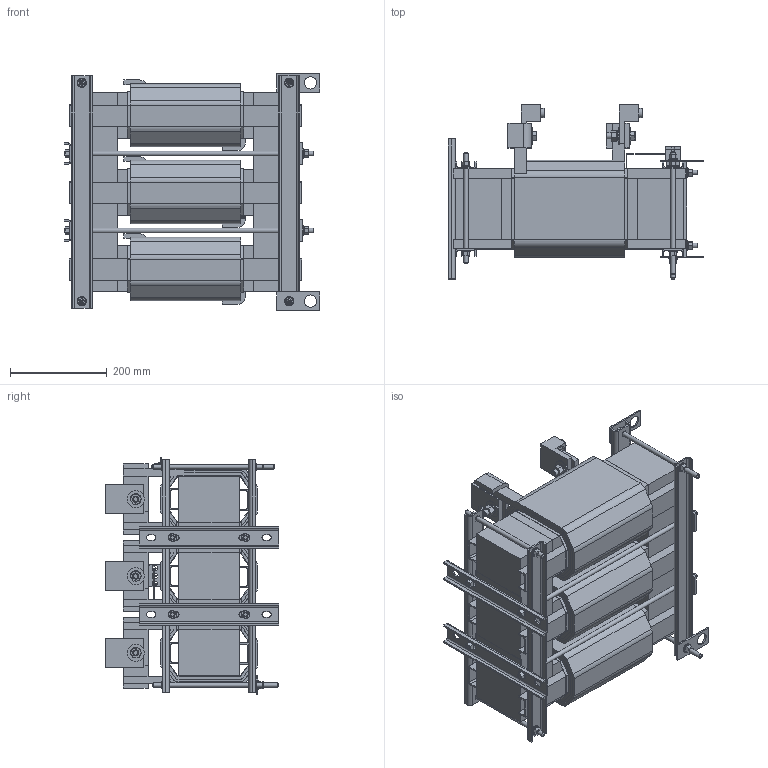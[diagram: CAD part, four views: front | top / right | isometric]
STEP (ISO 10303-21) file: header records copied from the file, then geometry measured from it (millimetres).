
FILE_DESCRIPTION(/* description */ (''),/* implementation_level */ '2;1');
FILE_NAME(/* name */ 'KLRUL600APTMG.stp',/* time_stamp */ '2020-03-10T13:37:15-05:00',/* author */ ('jnelson'),/* organization */ (''),/* preprocessor_version */ 'ST-DEVELOPER v17',/* originating_system */ 'Autodesk Inventor 2019',/* authorisation */ '');
FILE_SCHEMA (('AUTOMOTIVE_DESIGN { 1 0 10303 214 3 1 1 }'));
Length unit declared in the file: inch
Products named in the file (37): KLRUL600APTMG; KTRMG600A; 24163; 25684; 22875; 25938; 22690; 22689; 14821; 31642; 31003 - Bracket; 22558; 12198; 12561; 15309; 30097- LARGE  BLANK  (REACTOR); 20783; 11626 AND 1509; 1509; 11626; 29477-KTRMG362AMSX1; 28453; 28453_1; 11923insert; 11923-1; 11923-2; 11923-3; 14331 WIRING KTRMG362AMS; 14331 WIRING KTRMG362AMS Short Bend; 31615; 11236; 10251 AND 1512; 10251; 1610 AND 1511 AND 1512; 1610; 1512; 1511
Assembly tree (97 placements, depth 5):
  KLRUL600APTMG
    KTRMG600A
      22875  x2
      24163  x3
      25684  x2
      25938  x4
      22690  x2
      22689  x2
      14821  x4
      31642
        22558
        31003 - Bracket
      22558  x3
      12198  x2
      12561  x2
      15309  x2
      11626  x4
      30097- LARGE  BLANK  (REACTOR)
      20783  x6
      11626 AND 1509  x14
        1509
        11626
      29477-KTRMG362AMSX1
      28453
        28453_1
        11923insert  x3
          11923-1
          11923-2
          11923-3
      14331 WIRING KTRMG362AMS  x2
      14331 WIRING KTRMG362AMS Short Bend  x2
      31615
    11236  x6
    10251 AND 1512  x6
      10251
      1512
    1610 AND 1511 AND 1512  x6
      1610
      1512
      1511
Bounding box: 527.94 x 359.18 x 488.95 mm (x, y, z)
Volume: 29349383.8 mm3; surface area: 4710101 mm2
Topology: 128 solids, 128 shells, 4162 faces, 10961 edges, 7094 vertices
Faces by surface type: plane 2102, cylinder 1774, bspline 208, cone 50, torus 24, sphere 4
Full cylindrical faces by diameter (mm): 1.524 x10, 4.166 x2, 4.496 x6, 4.724 x2, 5.436 x2, 5.602 x4, 5.867 x6, 6.564 x4, 7.01 x6, 7.798 x18, 9.267 x4, 9.525 x22, 9.652 x2, 12.7 x12, 13.462 x6, 13.494 x6, 14.351 x12, 19.05 x32, 22.682 x12, 25.4 x2, 35.052 x12
Entity records: 44025 total; most frequent: CARTESIAN_POINT 10685, ORIENTED_EDGE 6868, DIRECTION 6112, EDGE_CURVE 3434, LINE 2368, VECTOR 2368, VERTEX_POINT 2252, AXIS2_PLACEMENT_3D 1872
